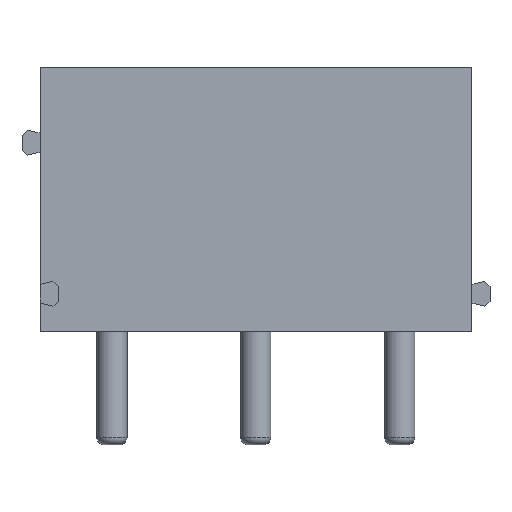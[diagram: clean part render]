
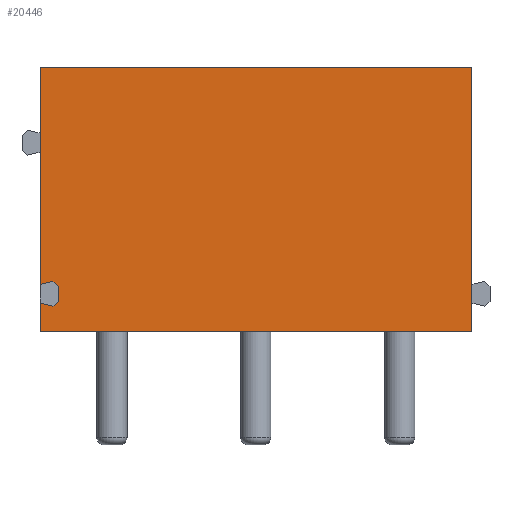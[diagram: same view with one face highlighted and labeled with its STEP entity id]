
A CAD part, front view. The second image highlights one B-rep face of the part: STEP entity #20446.
In plain terms, the highlighted planar face has unit normal (0, -1, 0).
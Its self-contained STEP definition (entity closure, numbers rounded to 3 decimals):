
#238 = CARTESIAN_POINT ( 'NONE',  ( 0., -4.2, -2.75 ) ) ;
#380 = CARTESIAN_POINT ( 'NONE',  ( 0.48, -4.2, -2.7 ) ) ;
#396 = VERTEX_POINT ( 'NONE', #24504 ) ;
#885 = VERTEX_POINT ( 'NONE', #12222 ) ;
#1426 = CARTESIAN_POINT ( 'NONE',  ( 0.48, -4.2, -2.3 ) ) ;
#1457 = EDGE_CURVE ( 'NONE', #29817, #30253, #26518, .T. ) ;
#1492 = VECTOR ( 'NONE', #21826, 1000. ) ;
#1998 = ORIENTED_EDGE ( 'NONE', *, *, #20476, .T. ) ;
#2029 = LINE ( 'NONE', #1426, #8976 ) ;
#2216 = VERTEX_POINT ( 'NONE', #380 ) ;
#2801 = DIRECTION ( 'NONE',  ( 0., 0., -1. ) ) ;
#2897 = ORIENTED_EDGE ( 'NONE', *, *, #8644, .F. ) ;
#3399 = CARTESIAN_POINT ( 'NONE',  ( 11.43, -4.2, 3.5 ) ) ;
#3427 = EDGE_CURVE ( 'NONE', #11233, #885, #21747, .T. ) ;
#3680 = ORIENTED_EDGE ( 'NONE', *, *, #16134, .F. ) ;
#4681 = CARTESIAN_POINT ( 'NONE',  ( 11.43, -4.2, 3.5 ) ) ;
#4715 = VECTOR ( 'NONE', #20520, 1000. ) ;
#5492 = DIRECTION ( 'NONE',  ( -0.973, 0., -0.229 ) ) ;
#5651 = FACE_OUTER_BOUND ( 'NONE', #15396, .T. ) ;
#5965 = VECTOR ( 'NONE', #35357, 1000. ) ;
#6717 = CARTESIAN_POINT ( 'NONE',  ( 0., -4.2, 3.5 ) ) ;
#7037 = LINE ( 'NONE', #38308, #22805 ) ;
#8489 = LINE ( 'NONE', #20738, #23323 ) ;
#8553 = PLANE ( 'NONE',  #19337 ) ;
#8644 = EDGE_CURVE ( 'NONE', #885, #396, #26122, .T. ) ;
#8976 = VECTOR ( 'NONE', #24645, 1000. ) ;
#9161 = DIRECTION ( 'NONE',  ( 0.733, 0., 0.68 ) ) ;
#9645 = DIRECTION ( 'NONE',  ( -1., 0., 0. ) ) ;
#10768 = VECTOR ( 'NONE', #27106, 1000. ) ;
#11233 = VERTEX_POINT ( 'NONE', #36759 ) ;
#11552 = DIRECTION ( 'NONE',  ( 0., 0., 1. ) ) ;
#11912 = DIRECTION ( 'NONE',  ( 0.973, 0., -0.229 ) ) ;
#11984 = CARTESIAN_POINT ( 'NONE',  ( 0., -4.2, -3.5 ) ) ;
#12222 = CARTESIAN_POINT ( 'NONE',  ( 0.34, -4.2, -2.17 ) ) ;
#13945 = EDGE_CURVE ( 'NONE', #35538, #396, #7037, .T. ) ;
#14505 = ORIENTED_EDGE ( 'NONE', *, *, #13945, .T. ) ;
#14544 = CARTESIAN_POINT ( 'NONE',  ( 0., -4.2, 3.5 ) ) ;
#14641 = EDGE_CURVE ( 'NONE', #29817, #35538, #24204, .T. ) ;
#15396 = EDGE_LOOP ( 'NONE', ( #14505, #2897, #31360, #16142, #3680, #27155, #1998, #16091, #30161, #20387 ) ) ;
#16091 = ORIENTED_EDGE ( 'NONE', *, *, #37764, .F. ) ;
#16134 = EDGE_CURVE ( 'NONE', #31905, #2216, #20919, .T. ) ;
#16142 = ORIENTED_EDGE ( 'NONE', *, *, #33926, .F. ) ;
#17359 = VECTOR ( 'NONE', #5492, 1000. ) ;
#17563 = VECTOR ( 'NONE', #9645, 1000. ) ;
#18488 = LINE ( 'NONE', #30282, #17563 ) ;
#18736 = VERTEX_POINT ( 'NONE', #11984 ) ;
#19337 = AXIS2_PLACEMENT_3D ( 'NONE', #20381, #29277, #11552 ) ;
#20381 = CARTESIAN_POINT ( 'NONE',  ( 11.43, -4.2, 3.5 ) ) ;
#20387 = ORIENTED_EDGE ( 'NONE', *, *, #14641, .T. ) ;
#20446 = ADVANCED_FACE ( 'NONE', ( #5651 ), #8553, .F. ) ;
#20476 = EDGE_CURVE ( 'NONE', #20665, #18736, #21444, .T. ) ;
#20520 = DIRECTION ( 'NONE',  ( 0., 0., -1. ) ) ;
#20665 = VERTEX_POINT ( 'NONE', #238 ) ;
#20738 = CARTESIAN_POINT ( 'NONE',  ( 0., -4.2, -2.75 ) ) ;
#20919 = LINE ( 'NONE', #20984, #27838 ) ;
#20984 = CARTESIAN_POINT ( 'NONE',  ( 0.48, -4.2, -2.7 ) ) ;
#21444 = LINE ( 'NONE', #14544, #4715 ) ;
#21747 = LINE ( 'NONE', #32404, #5965 ) ;
#21826 = DIRECTION ( 'NONE',  ( -1., 0., 0. ) ) ;
#22805 = VECTOR ( 'NONE', #2801, 1000. ) ;
#23323 = VECTOR ( 'NONE', #11912, 1000. ) ;
#24204 = LINE ( 'NONE', #4681, #1492 ) ;
#24504 = CARTESIAN_POINT ( 'NONE',  ( 0., -4.2, -2.25 ) ) ;
#24645 = DIRECTION ( 'NONE',  ( 0., 0., 1. ) ) ;
#24904 = CARTESIAN_POINT ( 'NONE',  ( 0.34, -4.2, -2.83 ) ) ;
#26122 = LINE ( 'NONE', #34976, #17359 ) ;
#26518 = LINE ( 'NONE', #3399, #10768 ) ;
#26845 = CARTESIAN_POINT ( 'NONE',  ( 11.43, -4.2, -3.5 ) ) ;
#27106 = DIRECTION ( 'NONE',  ( 0., 0., -1. ) ) ;
#27155 = ORIENTED_EDGE ( 'NONE', *, *, #30657, .F. ) ;
#27838 = VECTOR ( 'NONE', #9161, 1000. ) ;
#29277 = DIRECTION ( 'NONE',  ( 0., 1., 0. ) ) ;
#29817 = VERTEX_POINT ( 'NONE', #36224 ) ;
#30161 = ORIENTED_EDGE ( 'NONE', *, *, #1457, .F. ) ;
#30253 = VERTEX_POINT ( 'NONE', #26845 ) ;
#30282 = CARTESIAN_POINT ( 'NONE',  ( 11.43, -4.2, -3.5 ) ) ;
#30657 = EDGE_CURVE ( 'NONE', #20665, #31905, #8489, .T. ) ;
#31360 = ORIENTED_EDGE ( 'NONE', *, *, #3427, .F. ) ;
#31905 = VERTEX_POINT ( 'NONE', #24904 ) ;
#32404 = CARTESIAN_POINT ( 'NONE',  ( 0.48, -4.2, -2.3 ) ) ;
#33926 = EDGE_CURVE ( 'NONE', #2216, #11233, #2029, .T. ) ;
#34976 = CARTESIAN_POINT ( 'NONE',  ( 0., -4.2, -2.25 ) ) ;
#35357 = DIRECTION ( 'NONE',  ( -0.733, 0., 0.68 ) ) ;
#35538 = VERTEX_POINT ( 'NONE', #6717 ) ;
#36224 = CARTESIAN_POINT ( 'NONE',  ( 11.43, -4.2, 3.5 ) ) ;
#36759 = CARTESIAN_POINT ( 'NONE',  ( 0.48, -4.2, -2.3 ) ) ;
#37764 = EDGE_CURVE ( 'NONE', #30253, #18736, #18488, .T. ) ;
#38308 = CARTESIAN_POINT ( 'NONE',  ( 0., -4.2, 3.5 ) ) ;
